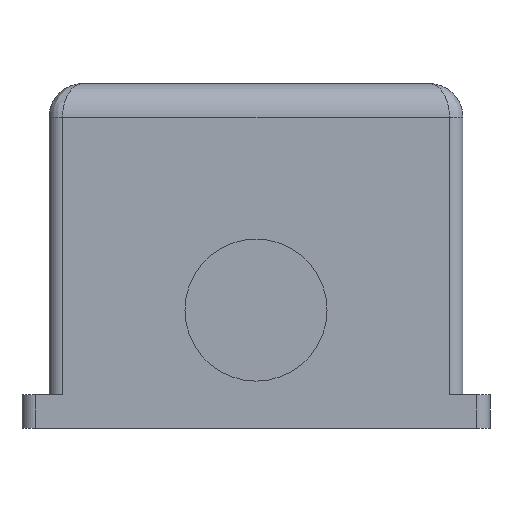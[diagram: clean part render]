
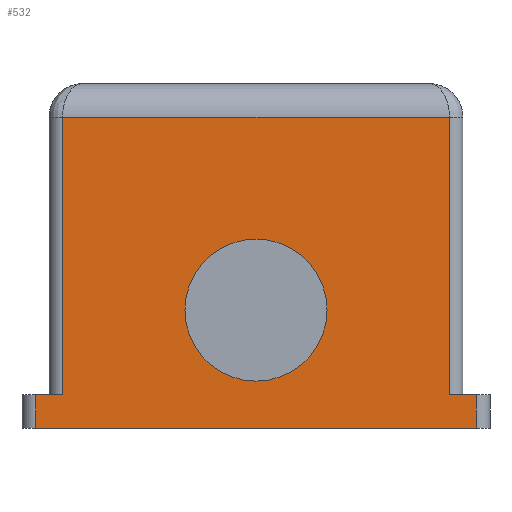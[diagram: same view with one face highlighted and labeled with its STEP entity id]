
A CAD part, left-side view. The second image highlights one B-rep face of the part: STEP entity #532.
In plain terms, the highlighted planar face has unit normal (-1, 0, 0).
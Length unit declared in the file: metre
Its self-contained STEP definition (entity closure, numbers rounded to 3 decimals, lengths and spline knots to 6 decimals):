
#38=CIRCLE('',#581,0.002625);
#78=ORIENTED_EDGE('',*,*,#226,.F.);
#79=ORIENTED_EDGE('',*,*,#227,.T.);
#80=ORIENTED_EDGE('',*,*,#228,.T.);
#81=ORIENTED_EDGE('',*,*,#229,.T.);
#82=ORIENTED_EDGE('',*,*,#230,.T.);
#83=ORIENTED_EDGE('',*,*,#231,.T.);
#84=ORIENTED_EDGE('',*,*,#232,.T.);
#85=ORIENTED_EDGE('',*,*,#233,.F.);
#86=ORIENTED_EDGE('',*,*,#234,.T.);
#226=EDGE_CURVE('',#298,#298,#38,.T.);
#227=EDGE_CURVE('',#299,#300,#350,.F.);
#228=EDGE_CURVE('',#300,#301,#351,.T.);
#229=EDGE_CURVE('',#301,#302,#352,.T.);
#230=EDGE_CURVE('',#302,#303,#353,.T.);
#231=EDGE_CURVE('',#303,#304,#354,.T.);
#232=EDGE_CURVE('',#304,#305,#355,.F.);
#233=EDGE_CURVE('',#306,#305,#356,.T.);
#234=EDGE_CURVE('',#306,#299,#357,.F.);
#298=VERTEX_POINT('',#838);
#299=VERTEX_POINT('',#840);
#300=VERTEX_POINT('',#841);
#301=VERTEX_POINT('',#843);
#302=VERTEX_POINT('',#845);
#303=VERTEX_POINT('',#847);
#304=VERTEX_POINT('',#849);
#305=VERTEX_POINT('',#851);
#306=VERTEX_POINT('',#853);
#350=LINE('',#839,#398);
#351=LINE('',#842,#399);
#352=LINE('',#844,#400);
#353=LINE('',#846,#401);
#354=LINE('',#848,#402);
#355=LINE('',#850,#403);
#356=LINE('',#852,#404);
#357=LINE('',#854,#405);
#398=VECTOR('',#666,1.);
#399=VECTOR('',#667,1.);
#400=VECTOR('',#668,1.);
#401=VECTOR('',#669,1.);
#402=VECTOR('',#670,1.);
#403=VECTOR('',#671,1.);
#404=VECTOR('',#672,1.);
#405=VECTOR('',#673,1.);
#435=EDGE_LOOP('',(#78));
#436=EDGE_LOOP('',(#79,#80,#81,#82,#83,#84,#85,#86));
#475=FACE_BOUND('',#435,.T.);
#476=FACE_BOUND('',#436,.T.);
#515=PLANE('',#580);
#532=ADVANCED_FACE('',(#475,#476),#515,.F.);
#580=AXIS2_PLACEMENT_3D('',#836,#662,#663);
#581=AXIS2_PLACEMENT_3D('',#837,#664,#665);
#662=DIRECTION('',(1.,0.,0.));
#663=DIRECTION('',(0.,0.,-1.));
#664=DIRECTION('',(-1.,0.,0.));
#665=DIRECTION('',(0.,0.,1.));
#666=DIRECTION('',(0.,-1.,0.));
#667=DIRECTION('',(0.,0.,-1.));
#668=DIRECTION('',(0.,1.,0.));
#669=DIRECTION('',(0.,0.,-1.));
#670=DIRECTION('',(0.,-1.,0.));
#671=DIRECTION('',(0.,0.,-1.));
#672=DIRECTION('',(0.,-1.,0.));
#673=DIRECTION('',(0.,0.,-1.));
#836=CARTESIAN_POINT('',(-0.18965,0.009,0.01275));
#837=CARTESIAN_POINT('',(-0.18965,0.009,0.004375));
#838=CARTESIAN_POINT('',(-0.18965,0.009,0.007));
#839=CARTESIAN_POINT('',(-0.18965,0.01665,0.0115));
#840=CARTESIAN_POINT('',(-0.18965,0.00185,0.0115));
#841=CARTESIAN_POINT('',(-0.18965,0.01615,0.0115));
#842=CARTESIAN_POINT('',(-0.18965,0.01615,0.00125));
#843=CARTESIAN_POINT('',(-0.18965,0.01615,0.00125));
#844=CARTESIAN_POINT('',(-0.18965,0.016825,0.00125));
#845=CARTESIAN_POINT('',(-0.18965,0.01715,0.00125));
#846=CARTESIAN_POINT('',(-0.18965,0.01715,0.));
#847=CARTESIAN_POINT('',(-0.18965,0.01715,0.));
#848=CARTESIAN_POINT('',(-0.18965,0.009,0.));
#849=CARTESIAN_POINT('',(-0.18965,0.00085,0.));
#850=CARTESIAN_POINT('',(-0.18965,0.00085,0.01275));
#851=CARTESIAN_POINT('',(-0.18965,0.00085,0.00125));
#852=CARTESIAN_POINT('',(-0.18965,0.000675,0.00125));
#853=CARTESIAN_POINT('',(-0.18965,0.00185,0.00125));
#854=CARTESIAN_POINT('',(-0.18965,0.00185,0.01275));
